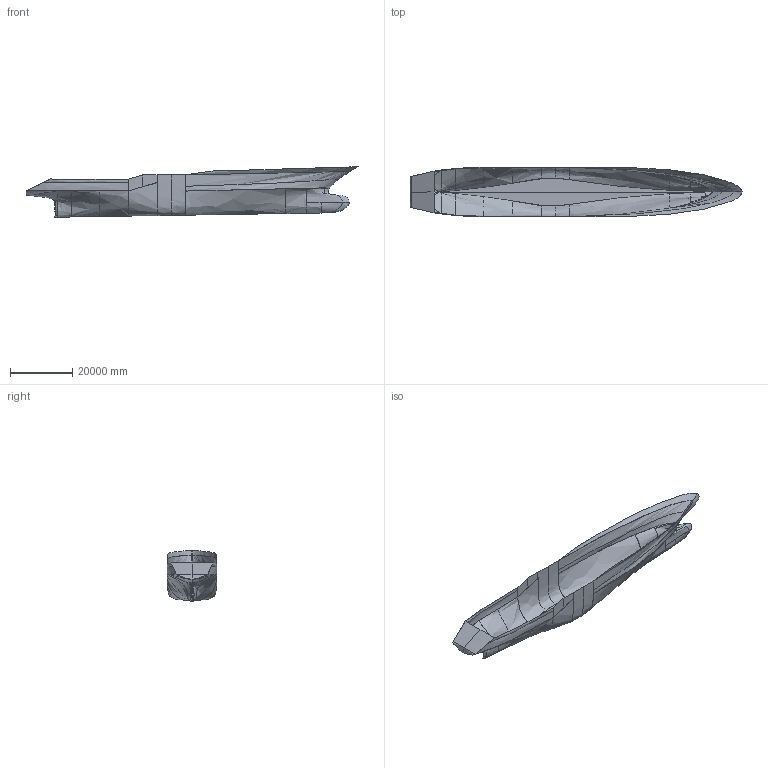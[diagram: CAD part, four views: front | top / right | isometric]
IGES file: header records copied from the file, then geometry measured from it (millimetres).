
Global section: file name: 38Hmodelo grande final.igs; native system: Rhinoceros ( May 22 2017 ); preprocessor: Trout Lake IGES 012 May 22 2017; date: 180527.153052; units: millimetre
Bounding box: 106500 x 16030.84 x 16200 mm (x, y, z)
Surface area: 3552491265.4 mm2 (no closed solid volume)
Topology: 0 solids, 0 shells, 52 faces, 643 edges, 1062 vertices
Faces by surface type: bspline 52
